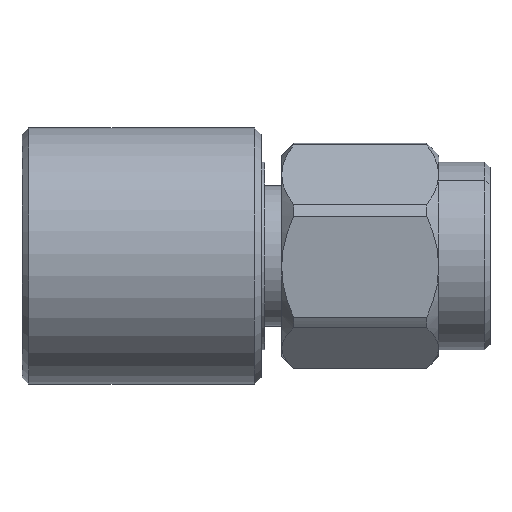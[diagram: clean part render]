
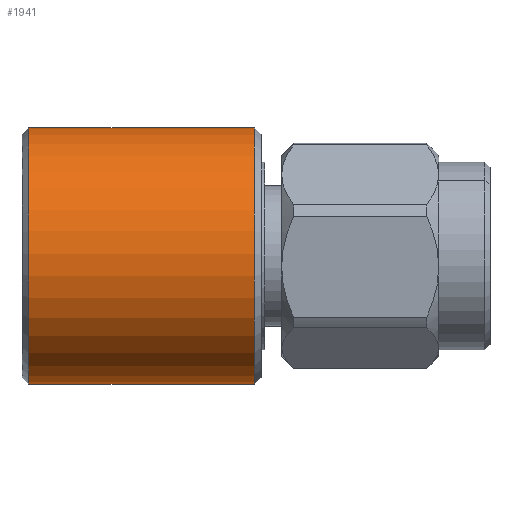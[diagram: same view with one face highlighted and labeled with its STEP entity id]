
A CAD part, left-side view. The second image highlights one B-rep face of the part: STEP entity #1941.
In plain terms, the highlighted cylindrical face has radius 3.75 mm (diameter 7.5 mm), a partial arc.
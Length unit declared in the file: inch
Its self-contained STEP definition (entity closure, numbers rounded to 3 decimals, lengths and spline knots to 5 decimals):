
#35 = CARTESIAN_POINT ( 'NONE',  ( 0., 0.19882, 0. ) ) ;
#89 = CYLINDRICAL_SURFACE ( 'NONE', #5277, 0.14764 ) ;
#423 = ORIENTED_EDGE ( 'NONE', *, *, #1201, .T. ) ;
#550 = DIRECTION ( 'NONE',  ( 0., 1., 0. ) ) ;
#845 = AXIS2_PLACEMENT_3D ( 'NONE', #2629, #2073, #1288 ) ;
#875 = CARTESIAN_POINT ( 'NONE',  ( -0.0028, 0.19882, -0.14761 ) ) ;
#1112 = ORIENTED_EDGE ( 'NONE', *, *, #1911, .F. ) ;
#1201 = EDGE_CURVE ( 'NONE', #5010, #1407, #3364, .T. ) ;
#1288 = DIRECTION ( 'NONE',  ( 0.019, 0., 1. ) ) ;
#1407 = VERTEX_POINT ( 'NONE', #3162 ) ;
#1679 = EDGE_CURVE ( 'NONE', #5006, #2606, #4832, .T. ) ;
#1713 = ORIENTED_EDGE ( 'NONE', *, *, #2474, .T. ) ;
#1853 = FACE_OUTER_BOUND ( 'NONE', #3552, .T. ) ;
#1911 = EDGE_CURVE ( 'NONE', #5010, #2606, #2201, .T. ) ;
#1941 = ADVANCED_FACE ( 'NONE', ( #1853 ), #89, .T. ) ;
#2073 = DIRECTION ( 'NONE',  ( 0., -1., 0. ) ) ;
#2162 = CARTESIAN_POINT ( 'NONE',  ( 0.0028, 0.46654, 0.14761 ) ) ;
#2201 = LINE ( 'NONE', #875, #4554 ) ;
#2441 = VECTOR ( 'NONE', #550, 39.37008 ) ;
#2474 = EDGE_CURVE ( 'NONE', #1407, #5006, #3519, .T. ) ;
#2606 = VERTEX_POINT ( 'NONE', #3094 ) ;
#2611 = CARTESIAN_POINT ( 'NONE',  ( -0.0028, 0.20669, -0.14761 ) ) ;
#2629 = CARTESIAN_POINT ( 'NONE',  ( 0., 0.46654, 0. ) ) ;
#2690 = DIRECTION ( 'NONE',  ( 0., 1., 0. ) ) ;
#3094 = CARTESIAN_POINT ( 'NONE',  ( -0.0028, 0.46654, -0.14761 ) ) ;
#3162 = CARTESIAN_POINT ( 'NONE',  ( 0.0028, 0.20669, 0.14761 ) ) ;
#3364 = CIRCLE ( 'NONE', #3653, 0.14764 ) ;
#3519 = LINE ( 'NONE', #5174, #2441 ) ;
#3537 = DIRECTION ( 'NONE',  ( 0., 1., 0. ) ) ;
#3552 = EDGE_LOOP ( 'NONE', ( #423, #1713, #5251, #1112 ) ) ;
#3653 = AXIS2_PLACEMENT_3D ( 'NONE', #4921, #3537, #5279 ) ;
#4554 = VECTOR ( 'NONE', #2690, 39.37008 ) ;
#4832 = CIRCLE ( 'NONE', #845, 0.14764 ) ;
#4921 = CARTESIAN_POINT ( 'NONE',  ( 0., 0.20669, 0. ) ) ;
#5006 = VERTEX_POINT ( 'NONE', #2162 ) ;
#5010 = VERTEX_POINT ( 'NONE', #2611 ) ;
#5174 = CARTESIAN_POINT ( 'NONE',  ( 0.0028, 0.19882, 0.14761 ) ) ;
#5225 = DIRECTION ( 'NONE',  ( -0.019, 0., -1. ) ) ;
#5251 = ORIENTED_EDGE ( 'NONE', *, *, #1679, .T. ) ;
#5277 = AXIS2_PLACEMENT_3D ( 'NONE', #35, #5584, #5225 ) ;
#5279 = DIRECTION ( 'NONE',  ( 0.019, 0., 1. ) ) ;
#5584 = DIRECTION ( 'NONE',  ( 0., 1., 0. ) ) ;
